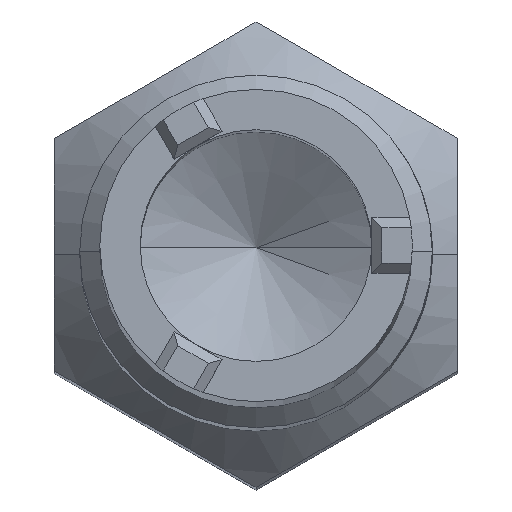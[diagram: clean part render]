
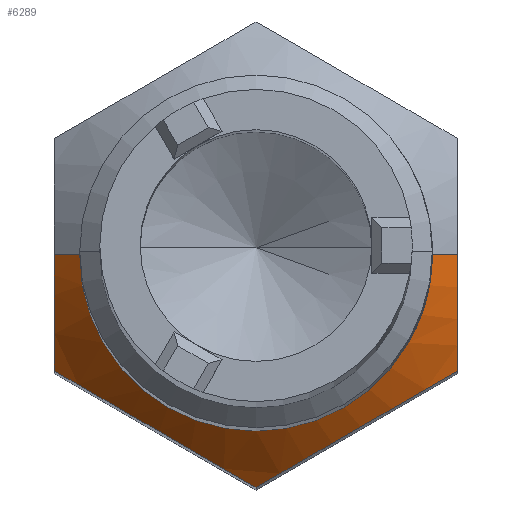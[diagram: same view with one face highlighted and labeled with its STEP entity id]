
A CAD part, top view. The second image highlights one B-rep face of the part: STEP entity #6289.
In plain terms, the highlighted conical face has half-angle 45 degrees and reference radius 1.75 mm.
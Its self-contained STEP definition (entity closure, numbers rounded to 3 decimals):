
#7 = CARTESIAN_POINT ( 'NONE',  ( -1.681, -1.339, -52.331 ) ) ;
#138 = CARTESIAN_POINT ( 'NONE',  ( 0., 0., -51.94 ) ) ;
#227 = LINE ( 'NONE', #7591, #7922 ) ;
#288 = VERTEX_POINT ( 'NONE', #10284 ) ;
#319 = CARTESIAN_POINT ( 'NONE',  ( 0., -2.309, -52.499 ) ) ;
#604 = CIRCLE ( 'NONE', #4815, 1.75 ) ;
#915 = CARTESIAN_POINT ( 'NONE',  ( -1.171, -1.633, -52.19 ) ) ;
#945 = CARTESIAN_POINT ( 'NONE',  ( 2., -1.155, -52.499 ) ) ;
#1405 = CARTESIAN_POINT ( 'NONE',  ( 0.657, -1.93, -52.22 ) ) ;
#1434 = CARTESIAN_POINT ( 'NONE',  ( -2., -0.787, -52.331 ) ) ;
#1491 = CARTESIAN_POINT ( 'NONE',  ( -2., -0.203, -52.19 ) ) ;
#1632 = CARTESIAN_POINT ( 'NONE',  ( 2., -0.787, -52.331 ) ) ;
#1692 = CARTESIAN_POINT ( 'NONE',  ( 2., -1.155, -52.499 ) ) ;
#1711 = ORIENTED_EDGE ( 'NONE', *, *, #7605, .F. ) ;
#1740 = ORIENTED_EDGE ( 'NONE', *, *, #4229, .T. ) ;
#1809 = CARTESIAN_POINT ( 'NONE',  ( -0.909, -1.785, -52.19 ) ) ;
#2061 = EDGE_CURVE ( 'NONE', #5955, #11826, #604, .T. ) ;
#2103 = LINE ( 'NONE', #9739, #8699 ) ;
#2376 = B_SPLINE_CURVE_WITH_KNOTS ( 'NONE', 3,
 ( #5288, #3554, #4568, #1632, #7249, #1692 ),
 .UNSPECIFIED., .F., .F.,
 ( 4, 2, 4 ),
 ( 0.002, 0.003, 0.004 ),
 .UNSPECIFIED. ) ;
#2502 = CARTESIAN_POINT ( 'NONE',  ( -2., -0.402, -52.222 ) ) ;
#2527 = CARTESIAN_POINT ( 'NONE',  ( 1.75, 0., -51.94 ) ) ;
#2715 = CARTESIAN_POINT ( 'NONE',  ( -0.316, -2.127, -52.332 ) ) ;
#2841 = CARTESIAN_POINT ( 'NONE',  ( -0.156, -2.219, -52.409 ) ) ;
#2854 = EDGE_CURVE ( 'NONE', #11097, #288, #9110, .T. ) ;
#3149 = CARTESIAN_POINT ( 'NONE',  ( 0.829, -1.831, -52.19 ) ) ;
#3206 = CARTESIAN_POINT ( 'NONE',  ( 1.684, -1.337, -52.332 ) ) ;
#3252 = CONICAL_SURFACE ( 'NONE', #11274, 1.75, 0.785 ) ;
#3554 = CARTESIAN_POINT ( 'NONE',  ( 2., -0.203, -52.19 ) ) ;
#3672 = CARTESIAN_POINT ( 'NONE',  ( -1.843, -1.245, -52.409 ) ) ;
#3916 = CARTESIAN_POINT ( 'NONE',  ( 1.844, -1.245, -52.409 ) ) ;
#4229 = EDGE_CURVE ( 'NONE', #5955, #11234, #2103, .T. ) ;
#4568 = CARTESIAN_POINT ( 'NONE',  ( 2., -0.402, -52.222 ) ) ;
#4570 = CARTESIAN_POINT ( 'NONE',  ( -1.343, -1.534, -52.22 ) ) ;
#4630 = EDGE_CURVE ( 'NONE', #5426, #11097, #10573, .T. ) ;
#4635 = CARTESIAN_POINT ( 'NONE',  ( -0.649, -1.935, -52.228 ) ) ;
#4800 = ORIENTED_EDGE ( 'NONE', *, *, #2854, .F. ) ;
#4815 = AXIS2_PLACEMENT_3D ( 'NONE', #138, #7313, #7374 ) ;
#4842 = CARTESIAN_POINT ( 'NONE',  ( -1.75, 0., -51.94 ) ) ;
#4875 = CARTESIAN_POINT ( 'NONE',  ( 0.157, -2.219, -52.409 ) ) ;
#5190 = DIRECTION ( 'NONE',  ( -0.707, 0., -0.707 ) ) ;
#5288 = CARTESIAN_POINT ( 'NONE',  ( 2., 0., -52.19 ) ) ;
#5426 = VERTEX_POINT ( 'NONE', #945 ) ;
#5944 = CARTESIAN_POINT ( 'NONE',  ( 1.18, -1.628, -52.198 ) ) ;
#5955 = VERTEX_POINT ( 'NONE', #4842 ) ;
#6090 = CARTESIAN_POINT ( 'NONE',  ( -2., -0.976, -52.41 ) ) ;
#6289 = ADVANCED_FACE ( 'NONE', ( #9773 ), #3252, .T. ) ;
#6344 = ORIENTED_EDGE ( 'NONE', *, *, #11426, .F. ) ;
#6356 = CARTESIAN_POINT ( 'NONE',  ( -0.82, -1.836, -52.198 ) ) ;
#6837 = CARTESIAN_POINT ( 'NONE',  ( 1.436, -1.481, -52.25 ) ) ;
#6875 = VERTEX_POINT ( 'NONE', #10328 ) ;
#6925 = CARTESIAN_POINT ( 'NONE',  ( -2., -1.155, -52.499 ) ) ;
#7128 = CARTESIAN_POINT ( 'NONE',  ( 0., 0., -51.94 ) ) ;
#7249 = CARTESIAN_POINT ( 'NONE',  ( 2., -0.976, -52.41 ) ) ;
#7313 = DIRECTION ( 'NONE',  ( 0., 0., 1. ) ) ;
#7348 = ORIENTED_EDGE ( 'NONE', *, *, #10751, .F. ) ;
#7374 = DIRECTION ( 'NONE',  ( 1., 0., 0. ) ) ;
#7423 = CARTESIAN_POINT ( 'NONE',  ( 0., -2.309, -52.499 ) ) ;
#7591 = CARTESIAN_POINT ( 'NONE',  ( 1.75, 0., -51.94 ) ) ;
#7605 = EDGE_CURVE ( 'NONE', #288, #11234, #10599, .T. ) ;
#7680 = CARTESIAN_POINT ( 'NONE',  ( 1.351, -1.529, -52.228 ) ) ;
#7823 = EDGE_LOOP ( 'NONE', ( #6344, #9624, #1740, #1711, #4800, #8841, #7348 ) ) ;
#7922 = VECTOR ( 'NONE', #11252, 1000. ) ;
#8272 = CARTESIAN_POINT ( 'NONE',  ( -2., -1.155, -52.499 ) ) ;
#8699 = VECTOR ( 'NONE', #5190, 1000. ) ;
#8778 = CARTESIAN_POINT ( 'NONE',  ( -2., 0., -52.19 ) ) ;
#8841 = ORIENTED_EDGE ( 'NONE', *, *, #4630, .F. ) ;
#8902 = CARTESIAN_POINT ( 'NONE',  ( -2., 0., -52.19 ) ) ;
#9106 = CARTESIAN_POINT ( 'NONE',  ( 0., -2.309, -52.499 ) ) ;
#9110 = B_SPLINE_CURVE_WITH_KNOTS ( 'NONE', 3,
 ( #9106, #2841, #2715, #10856, #4635, #6356, #1809, #915, #4570, #7, #3672, #8272 ),
 .UNSPECIFIED., .F., .F.,
 ( 4, 2, 2, 2, 2, 4 ),
 ( 0., 0.001, 0.001, 0.001, 0.002, 0.002 ),
 .UNSPECIFIED. ) ;
#9624 = ORIENTED_EDGE ( 'NONE', *, *, #2061, .F. ) ;
#9739 = CARTESIAN_POINT ( 'NONE',  ( -1.75, 0., -51.94 ) ) ;
#9773 = FACE_OUTER_BOUND ( 'NONE', #7823, .T. ) ;
#10284 = CARTESIAN_POINT ( 'NONE',  ( -2., -1.155, -52.499 ) ) ;
#10328 = CARTESIAN_POINT ( 'NONE',  ( 2., 0., -52.19 ) ) ;
#10502 = CARTESIAN_POINT ( 'NONE',  ( 1.091, -1.68, -52.19 ) ) ;
#10573 = B_SPLINE_CURVE_WITH_KNOTS ( 'NONE', 3,
 ( #11400, #3916, #3206, #6837, #7680, #5944, #10502, #3149, #1405, #11342, #4875, #319 ),
 .UNSPECIFIED., .F., .F.,
 ( 4, 2, 2, 2, 2, 4 ),
 ( 0., 0.001, 0.001, 0.001, 0.002, 0.002 ),
 .UNSPECIFIED. ) ;
#10599 = B_SPLINE_CURVE_WITH_KNOTS ( 'NONE', 3,
 ( #6925, #6090, #1434, #2502, #1491, #8902 ),
 .UNSPECIFIED., .F., .F.,
 ( 4, 2, 4 ),
 ( 0.001, 0.002, 0.003 ),
 .UNSPECIFIED. ) ;
#10623 = DIRECTION ( 'NONE',  ( 0., 0., -1. ) ) ;
#10751 = EDGE_CURVE ( 'NONE', #6875, #5426, #2376, .T. ) ;
#10795 = DIRECTION ( 'NONE',  ( -1., 0., 0. ) ) ;
#10856 = CARTESIAN_POINT ( 'NONE',  ( -0.564, -1.984, -52.25 ) ) ;
#11097 = VERTEX_POINT ( 'NONE', #7423 ) ;
#11234 = VERTEX_POINT ( 'NONE', #8778 ) ;
#11252 = DIRECTION ( 'NONE',  ( 0.707, 0., -0.707 ) ) ;
#11274 = AXIS2_PLACEMENT_3D ( 'NONE', #7128, #10623, #10795 ) ;
#11342 = CARTESIAN_POINT ( 'NONE',  ( 0.319, -2.125, -52.331 ) ) ;
#11400 = CARTESIAN_POINT ( 'NONE',  ( 2., -1.155, -52.499 ) ) ;
#11426 = EDGE_CURVE ( 'NONE', #11826, #6875, #227, .T. ) ;
#11826 = VERTEX_POINT ( 'NONE', #2527 ) ;
